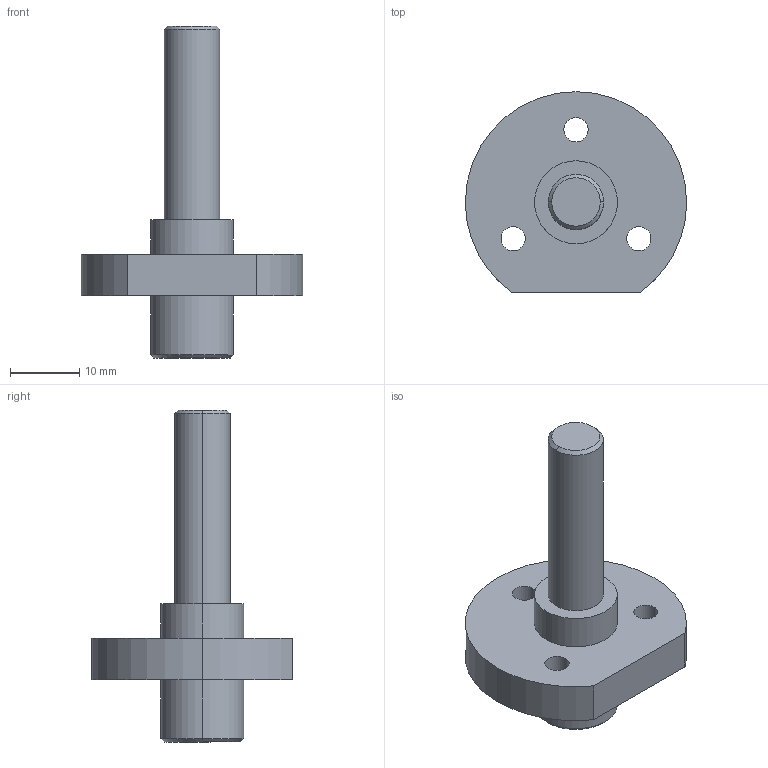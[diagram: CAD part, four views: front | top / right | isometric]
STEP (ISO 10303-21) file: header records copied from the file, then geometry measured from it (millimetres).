
FILE_DESCRIPTION(('CATIA V5 STEP Exchange'),'2;1');
FILE_NAME('003-Axe-SUP.stp','2019-12-05T18:26:22+00:00',('none'),('none'),'CATIA Version 5 Release 11 (IN-9)','CATIA V5 STEP AP203',' none');
FILE_SCHEMA(('CONFIG_CONTROL_DESIGN'));
Length unit declared in the file: millimetre
Products named in the file (1): 003-Axe-SUP
Bounding box: 32 x 29 x 48 mm (x, y, z)
Volume: 7407.1 mm3; surface area: 3480.6 mm2
Topology: 1 solids, 1 shells, 25 faces, 56 edges, 36 vertices
Faces by surface type: cylinder 15, plane 6, cone 4
Entity records: 687 total; most frequent: ORIENTED_EDGE 112, CARTESIAN_POINT 109, DIRECTION 88, EDGE_CURVE 56, AXIS2_PLACEMENT_3D 51, VERTEX_POINT 36, CIRCLE 34, EDGE_LOOP 34
